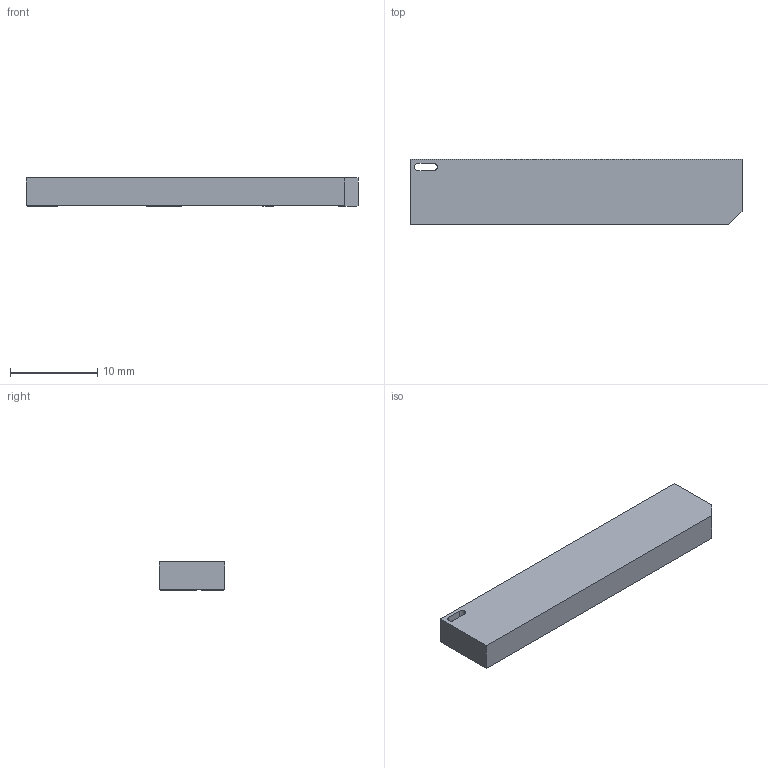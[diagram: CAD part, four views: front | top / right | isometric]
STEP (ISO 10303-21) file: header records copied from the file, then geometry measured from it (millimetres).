
FILE_DESCRIPTION((''),'2;1');
FILE_NAME('C-2108784-2','2022-07-04T05:43:12',('workeradm'),('TE Connectivity Ltd.'),'CREO PARAMETRIC BY PTC INC, 2021072','CREO PARAMETRIC BY PTC INC, 2021072','');
FILE_SCHEMA(('AUTOMOTIVE_DESIGN { 1 0 10303 214 1 1 1 1 }'));
Length unit declared in the file: millimetre
Products named in the file (1): C-2108784-2
Bounding box: 38 x 7.5 x 3.23 mm (x, y, z)
Volume: 902.9 mm3; surface area: 873.7 mm2
Topology: 1 solids, 1 shells, 36 faces, 87 edges, 58 vertices
Faces by surface type: plane 34, cylinder 2
Entity records: 1215 total; most frequent: CARTESIAN_POINT 183, ORIENTED_EDGE 174, DIRECTION 163, COLOUR_RGB 126, EDGE_CURVE 87, VECTOR 83, LINE 83, VERTEX_POINT 58
